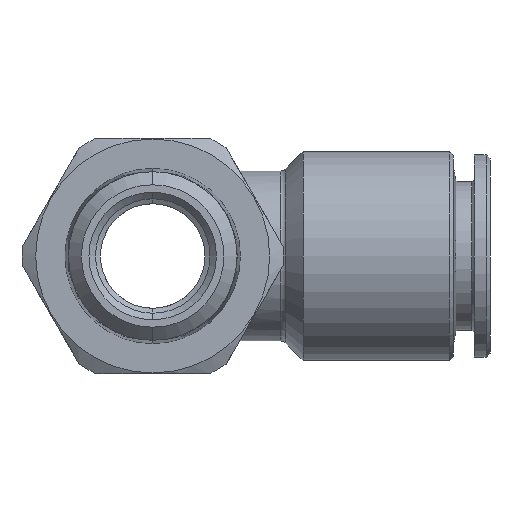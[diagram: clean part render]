
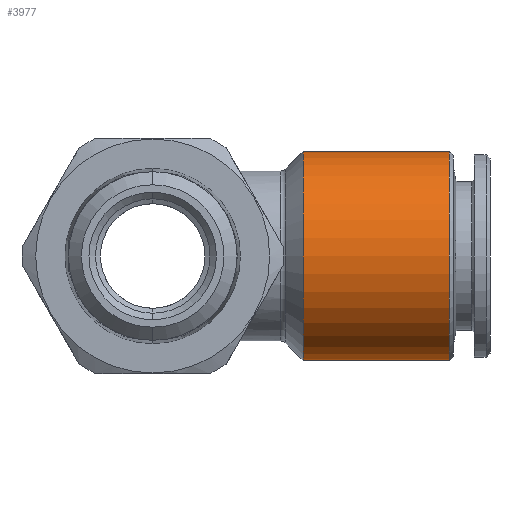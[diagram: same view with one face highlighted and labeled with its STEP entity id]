
A CAD part, front view. The second image highlights one B-rep face of the part: STEP entity #3977.
In plain terms, the highlighted cylindrical face has radius 8 mm (diameter 16 mm), a partial arc.
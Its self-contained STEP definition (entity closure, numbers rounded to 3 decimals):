
#28 = CARTESIAN_POINT ( 'NONE',  ( 22.7, 0., -8. ) ) ;
#173 = DIRECTION ( 'NONE',  ( -1., 0., 0. ) ) ;
#174 = VECTOR ( 'NONE', #173, 1000. ) ;
#175 = CARTESIAN_POINT ( 'NONE',  ( 22.7, 0., 8. ) ) ;
#179 = CARTESIAN_POINT ( 'NONE',  ( 0., 0., 8. ) ) ;
#180 = LINE ( 'NONE', #179, #174 ) ;
#186 = CARTESIAN_POINT ( 'NONE',  ( 11.5, 0., 8. ) ) ;
#1609 = CIRCLE ( 'NONE', #1644, 8. ) ;
#1624 = DIRECTION ( 'NONE',  ( 0., 0., -1. ) ) ;
#1625 = DIRECTION ( 'NONE',  ( -1., 0., 0. ) ) ;
#1643 = CARTESIAN_POINT ( 'NONE',  ( 11.5, 0., 0. ) ) ;
#1644 = AXIS2_PLACEMENT_3D ( 'NONE', #1643, #1625, #1624 ) ;
#2761 = AXIS2_PLACEMENT_3D ( 'NONE', #2791, #2802, #2803 ) ;
#2774 = VECTOR ( 'NONE', #2809, 1000. ) ;
#2775 = CARTESIAN_POINT ( 'NONE',  ( 0., 0., -8. ) ) ;
#2776 = LINE ( 'NONE', #2775, #2774 ) ;
#2777 = CARTESIAN_POINT ( 'NONE',  ( 11.5, 0., -8. ) ) ;
#2785 = CIRCLE ( 'NONE', #2761, 8. ) ;
#2791 = CARTESIAN_POINT ( 'NONE',  ( 22.7, 0., 0. ) ) ;
#2802 = DIRECTION ( 'NONE',  ( -1., 0., 0. ) ) ;
#2803 = DIRECTION ( 'NONE',  ( 0., 0., 1. ) ) ;
#2809 = DIRECTION ( 'NONE',  ( -1., 0., 0. ) ) ;
#2836 = CARTESIAN_POINT ( 'NONE',  ( 0., 0., 0. ) ) ;
#2838 = FACE_OUTER_BOUND ( 'NONE', #3978, .T. ) ;
#2840 = DIRECTION ( 'NONE',  ( -1., 0., 0. ) ) ;
#3098 = AXIS2_PLACEMENT_3D ( 'NONE', #2836, #2840, #4366 ) ;
#3099 = CYLINDRICAL_SURFACE ( 'NONE', #3098, 8. ) ;
#3638 = EDGE_CURVE ( 'NONE', #4173, #4296, #1609, .T. ) ;
#3977 = ADVANCED_FACE ( 'NONE', ( #2838 ), #3099, .T. ) ;
#3978 = EDGE_LOOP ( 'NONE', ( #4004, #4008, #3991, #3992 ) ) ;
#3991 = ORIENTED_EDGE ( 'NONE', *, *, #4299, .T. ) ;
#3992 = ORIENTED_EDGE ( 'NONE', *, *, #3638, .F. ) ;
#4004 = ORIENTED_EDGE ( 'NONE', *, *, #4172, .F. ) ;
#4008 = ORIENTED_EDGE ( 'NONE', *, *, #4009, .T. ) ;
#4009 = EDGE_CURVE ( 'NONE', #4231, #4298, #2785, .T. ) ;
#4172 = EDGE_CURVE ( 'NONE', #4231, #4173, #2776, .T. ) ;
#4173 = VERTEX_POINT ( 'NONE', #2777 ) ;
#4231 = VERTEX_POINT ( 'NONE', #28 ) ;
#4296 = VERTEX_POINT ( 'NONE', #186 ) ;
#4298 = VERTEX_POINT ( 'NONE', #175 ) ;
#4299 = EDGE_CURVE ( 'NONE', #4298, #4296, #180, .T. ) ;
#4366 = DIRECTION ( 'NONE',  ( 0., 0., 1. ) ) ;
